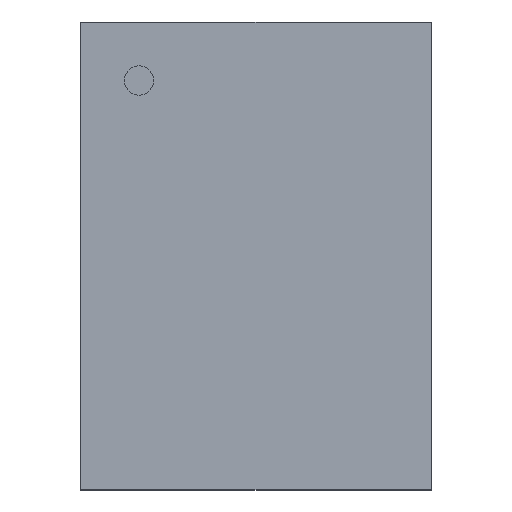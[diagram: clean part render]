
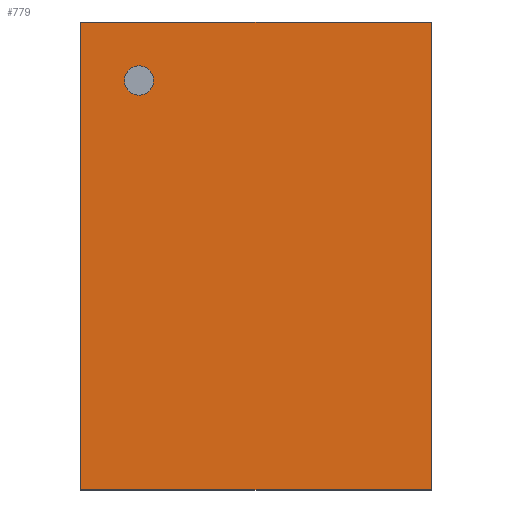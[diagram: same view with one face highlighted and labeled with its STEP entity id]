
A CAD part, top view. The second image highlights one B-rep face of the part: STEP entity #779.
In plain terms, the highlighted planar face has unit normal (0, 0, 1).
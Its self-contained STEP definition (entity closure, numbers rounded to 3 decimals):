
#17=LINE('',#1411,#29);
#20=LINE('',#1417,#32);
#23=LINE('',#1423,#35);
#26=LINE('',#1427,#38);
#29=VECTOR('',#1199,8.);
#32=VECTOR('',#1204,6.);
#35=VECTOR('',#1209,8.);
#38=VECTOR('',#1214,6.);
#120=FACE_BOUND('',#334,.T.);
#225=FACE_OUTER_BOUND('',#333,.T.);
#333=EDGE_LOOP('',(#634,#635,#636,#637));
#334=EDGE_LOOP('',(#638));
#388=CIRCLE('',#932,0.25);
#440=VERTEX_POINT('',#1401);
#443=VERTEX_POINT('',#1408);
#444=VERTEX_POINT('',#1410);
#446=VERTEX_POINT('',#1416);
#448=VERTEX_POINT('',#1422);
#500=EDGE_CURVE('',#440,#440,#388,.T.);
#503=EDGE_CURVE('',#444,#443,#17,.T.);
#506=EDGE_CURVE('',#446,#444,#20,.T.);
#509=EDGE_CURVE('',#448,#446,#23,.T.);
#512=EDGE_CURVE('',#443,#448,#26,.T.);
#634=ORIENTED_EDGE('',*,*,#512,.T.);
#635=ORIENTED_EDGE('',*,*,#509,.T.);
#636=ORIENTED_EDGE('',*,*,#506,.T.);
#637=ORIENTED_EDGE('',*,*,#503,.T.);
#638=ORIENTED_EDGE('',*,*,#500,.T.);
#697=PLANE('',#939);
#779=ADVANCED_FACE('',(#225,#120),#697,.T.);
#932=AXIS2_PLACEMENT_3D('',#1402,#1191,#1192);
#939=AXIS2_PLACEMENT_3D('',#1429,#1217,#1218);
#1191=DIRECTION('center_axis',(0.,0.,-1.));
#1192=DIRECTION('ref_axis',(-1.,0.,0.));
#1199=DIRECTION('',(0.,1.,0.));
#1204=DIRECTION('',(1.,0.,0.));
#1209=DIRECTION('',(0.,-1.,0.));
#1214=DIRECTION('',(-1.,0.,0.));
#1217=DIRECTION('center_axis',(0.,0.,1.));
#1218=DIRECTION('ref_axis',(1.,0.,0.));
#1401=CARTESIAN_POINT('',(-1.75,3.,1.));
#1402=CARTESIAN_POINT('Origin',(-2.,3.,1.));
#1408=CARTESIAN_POINT('',(3.,4.,1.));
#1410=CARTESIAN_POINT('',(3.,-4.,1.));
#1411=CARTESIAN_POINT('',(3.,4.,1.));
#1416=CARTESIAN_POINT('',(-3.,-4.,1.));
#1417=CARTESIAN_POINT('',(3.,-4.,1.));
#1422=CARTESIAN_POINT('',(-3.,4.,1.));
#1423=CARTESIAN_POINT('',(-3.,-4.,1.));
#1427=CARTESIAN_POINT('',(-3.,4.,1.));
#1429=CARTESIAN_POINT('Origin',(0.,0.,1.));
